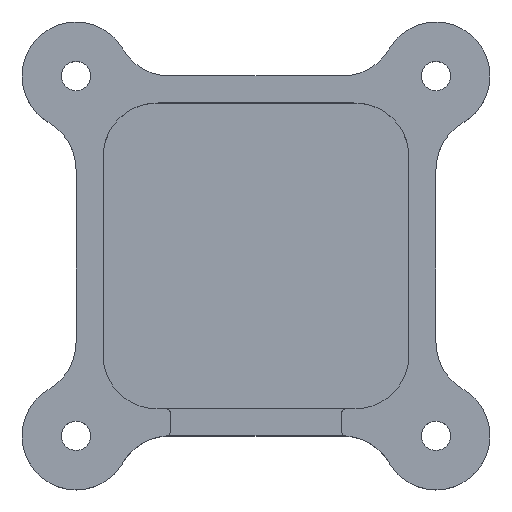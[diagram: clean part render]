
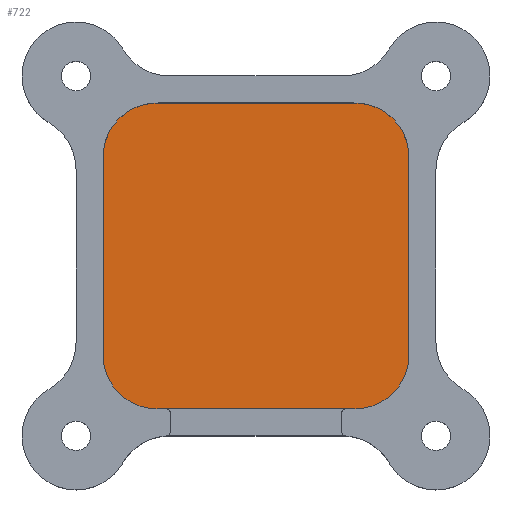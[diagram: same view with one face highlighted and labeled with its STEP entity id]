
A CAD part, top view. The second image highlights one B-rep face of the part: STEP entity #722.
In plain terms, the highlighted planar face has unit normal (0, 0, 1).
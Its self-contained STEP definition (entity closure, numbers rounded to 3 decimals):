
#28=PLANE('',#810);
#52=FACE_OUTER_BOUND('',#94,.T.);
#94=EDGE_LOOP('',(#561,#562,#563,#564,#565,#566,#567,#568));
#152=LINE('',#1220,#210);
#154=LINE('',#1226,#212);
#155=LINE('',#1230,#213);
#156=LINE('',#1234,#214);
#210=VECTOR('',#982,10.);
#212=VECTOR('',#988,10.);
#213=VECTOR('',#991,10.);
#214=VECTOR('',#994,10.);
#273=CIRCLE('',#811,3.);
#274=CIRCLE('',#812,3.);
#275=CIRCLE('',#813,3.);
#276=CIRCLE('',#814,3.);
#339=VERTEX_POINT('',#1217);
#340=VERTEX_POINT('',#1219);
#341=VERTEX_POINT('',#1223);
#342=VERTEX_POINT('',#1225);
#343=VERTEX_POINT('',#1227);
#344=VERTEX_POINT('',#1229);
#345=VERTEX_POINT('',#1231);
#346=VERTEX_POINT('',#1233);
#426=EDGE_CURVE('',#339,#340,#152,.F.);
#428=EDGE_CURVE('',#339,#341,#273,.T.);
#429=EDGE_CURVE('',#342,#341,#154,.F.);
#430=EDGE_CURVE('',#342,#343,#274,.T.);
#431=EDGE_CURVE('',#344,#343,#155,.F.);
#432=EDGE_CURVE('',#344,#345,#275,.T.);
#433=EDGE_CURVE('',#345,#346,#156,.T.);
#434=EDGE_CURVE('',#346,#340,#276,.T.);
#561=ORIENTED_EDGE('',*,*,#426,.F.);
#562=ORIENTED_EDGE('',*,*,#428,.T.);
#563=ORIENTED_EDGE('',*,*,#429,.F.);
#564=ORIENTED_EDGE('',*,*,#430,.T.);
#565=ORIENTED_EDGE('',*,*,#431,.F.);
#566=ORIENTED_EDGE('',*,*,#432,.T.);
#567=ORIENTED_EDGE('',*,*,#433,.T.);
#568=ORIENTED_EDGE('',*,*,#434,.T.);
#722=ADVANCED_FACE('',(#52),#28,.F.);
#810=AXIS2_PLACEMENT_3D('',#1222,#984,#985);
#811=AXIS2_PLACEMENT_3D('',#1224,#986,#987);
#812=AXIS2_PLACEMENT_3D('',#1228,#989,#990);
#813=AXIS2_PLACEMENT_3D('',#1232,#992,#993);
#814=AXIS2_PLACEMENT_3D('',#1235,#995,#996);
#982=DIRECTION('',(0.,1.,0.));
#984=DIRECTION('center_axis',(0.,0.,-1.));
#985=DIRECTION('ref_axis',(-1.,0.,0.));
#986=DIRECTION('center_axis',(0.,0.,1.));
#987=DIRECTION('ref_axis',(0.015,-1.,0.));
#988=DIRECTION('',(-1.,0.,0.));
#989=DIRECTION('center_axis',(0.,0.,1.));
#990=DIRECTION('ref_axis',(1.,0.015,0.));
#991=DIRECTION('',(0.,-1.,0.));
#992=DIRECTION('center_axis',(0.,0.,1.));
#993=DIRECTION('ref_axis',(-0.015,1.,0.));
#994=DIRECTION('',(1.,0.,0.));
#995=DIRECTION('center_axis',(0.,0.,1.));
#996=DIRECTION('ref_axis',(-1.,-0.015,0.));
#1217=CARTESIAN_POINT('',(8.5,5.431,0.));
#1219=CARTESIAN_POINT('',(8.5,-5.431,0.));
#1220=CARTESIAN_POINT('',(8.5,5.,0.));
#1222=CARTESIAN_POINT('Origin',(0.,0.,0.));
#1223=CARTESIAN_POINT('',(5.431,8.5,0.));
#1224=CARTESIAN_POINT('Origin',(5.501,5.501,0.));
#1225=CARTESIAN_POINT('',(-5.431,8.5,0.));
#1226=CARTESIAN_POINT('',(-5.,8.5,0.));
#1227=CARTESIAN_POINT('',(-8.5,5.431,0.));
#1228=CARTESIAN_POINT('Origin',(-5.501,5.501,0.));
#1229=CARTESIAN_POINT('',(-8.5,-5.431,0.));
#1230=CARTESIAN_POINT('',(-8.5,-5.,0.));
#1231=CARTESIAN_POINT('',(-5.5,-8.501,0.));
#1232=CARTESIAN_POINT('Origin',(-5.501,-5.501,0.));
#1233=CARTESIAN_POINT('',(5.5,-8.501,0.));
#1234=CARTESIAN_POINT('',(2.5,-8.501,0.));
#1235=CARTESIAN_POINT('Origin',(5.501,-5.501,0.));
